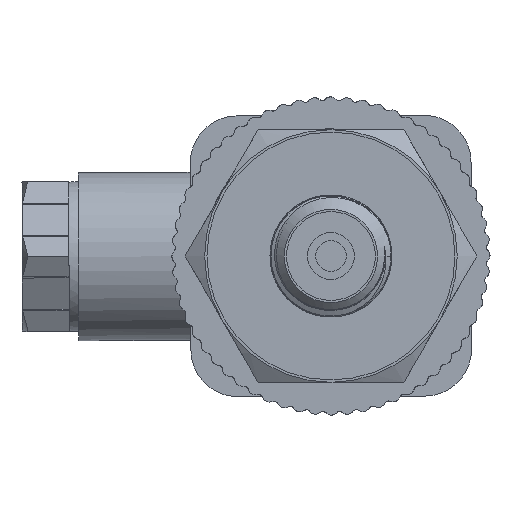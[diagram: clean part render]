
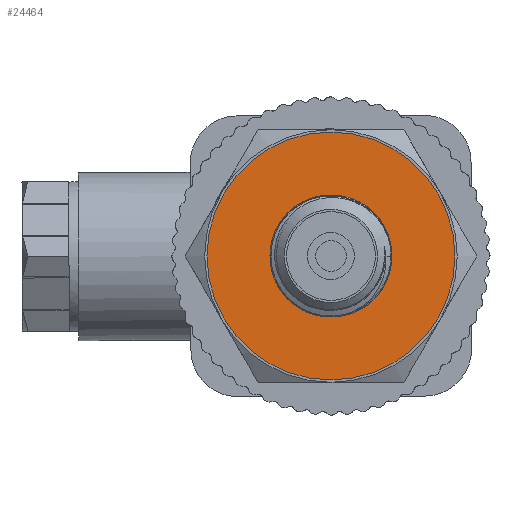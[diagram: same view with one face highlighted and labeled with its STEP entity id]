
A CAD part, left-side view. The second image highlights one B-rep face of the part: STEP entity #24464.
In plain terms, the highlighted planar face has unit normal (-1, 0, 0).
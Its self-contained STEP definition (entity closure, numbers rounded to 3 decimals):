
#1015=PLANE('',#25707);
#1574=FACE_BOUND('',#3430,.T.);
#2027=FACE_OUTER_BOUND('',#3429,.T.);
#3429=EDGE_LOOP('',(#18109));
#3430=EDGE_LOOP('',(#18110));
#4609=CIRCLE('',#25681,13.25);
#4611=CIRCLE('',#25685,6.5);
#10574=VERTEX_POINT('',#41039);
#10577=VERTEX_POINT('',#41436);
#13390=EDGE_CURVE('',#10574,#10574,#4609,.T.);
#13396=EDGE_CURVE('',#10577,#10577,#4611,.T.);
#18109=ORIENTED_EDGE('',*,*,#13390,.T.);
#18110=ORIENTED_EDGE('',*,*,#13396,.T.);
#24464=ADVANCED_FACE('',(#2027,#1574),#1015,.T.);
#25681=AXIS2_PLACEMENT_3D('',#41040,#27436,#27437);
#25685=AXIS2_PLACEMENT_3D('',#41437,#27445,#27446);
#25707=AXIS2_PLACEMENT_3D('',#43100,#27494,#27495);
#27436=DIRECTION('center_axis',(-1.,0.,0.));
#27437=DIRECTION('ref_axis',(0.,1.,0.));
#27445=DIRECTION('center_axis',(1.,0.,0.));
#27446=DIRECTION('ref_axis',(0.,0.,-1.));
#27494=DIRECTION('center_axis',(-1.,0.,0.));
#27495=DIRECTION('ref_axis',(0.,0.,1.));
#41039=CARTESIAN_POINT('',(-47.,-13.25,0.));
#41040=CARTESIAN_POINT('Origin',(-47.,0.,0.));
#41436=CARTESIAN_POINT('',(-47.,0.,6.5));
#41437=CARTESIAN_POINT('Origin',(-47.,0.,0.));
#43100=CARTESIAN_POINT('Origin',(-47.,13.5,0.));
